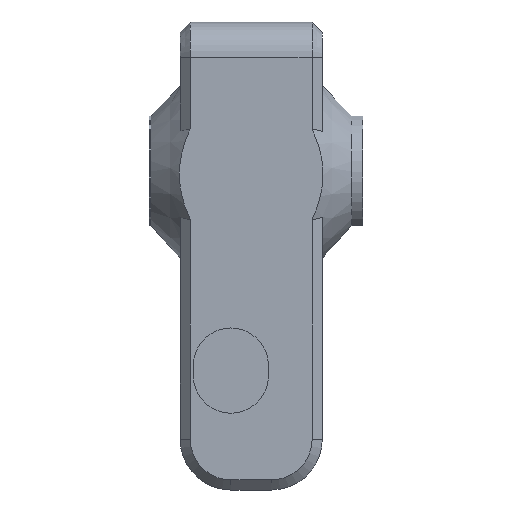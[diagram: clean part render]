
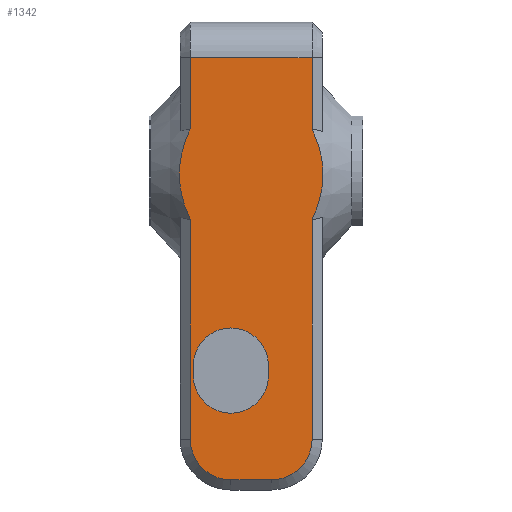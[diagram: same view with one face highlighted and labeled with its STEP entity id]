
A CAD part, front view. The second image highlights one B-rep face of the part: STEP entity #1342.
In plain terms, the highlighted planar face has unit normal (0, -1, 0).
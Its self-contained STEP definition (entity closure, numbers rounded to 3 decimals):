
#18=FACE_BOUND('',#224,.T.);
#41=(
BOUNDED_CURVE()
B_SPLINE_CURVE(2,(#2261,#2262,#2263),.UNSPECIFIED.,.F.,.F.)
B_SPLINE_CURVE_WITH_KNOTS((3,3),(1.146,1.482),
 .UNSPECIFIED.)
CURVE()
GEOMETRIC_REPRESENTATION_ITEM()
RATIONAL_B_SPLINE_CURVE((1.327,1.338,1.327))
REPRESENTATION_ITEM('')
);
#42=(
BOUNDED_CURVE()
B_SPLINE_CURVE(2,(#2264,#2265,#2266),.UNSPECIFIED.,.F.,.F.)
B_SPLINE_CURVE_WITH_KNOTS((3,3),(-1.146,-0.685),
 .UNSPECIFIED.)
CURVE()
GEOMETRIC_REPRESENTATION_ITEM()
RATIONAL_B_SPLINE_CURVE((1.327,1.312,1.256))
REPRESENTATION_ITEM('')
);
#45=(
BOUNDED_CURVE()
B_SPLINE_CURVE(2,(#2276,#2277,#2278),.UNSPECIFIED.,.F.,.F.)
B_SPLINE_CURVE_WITH_KNOTS((3,3),(-1.943,-1.482),
 .UNSPECIFIED.)
CURVE()
GEOMETRIC_REPRESENTATION_ITEM()
RATIONAL_B_SPLINE_CURVE((1.256,1.312,1.327))
REPRESENTATION_ITEM('')
);
#46=(
BOUNDED_CURVE()
B_SPLINE_CURVE(2,(#2281,#2282,#2283),.UNSPECIFIED.,.F.,.F.)
B_SPLINE_CURVE_WITH_KNOTS((3,3),(-1.943,-1.482),
 .UNSPECIFIED.)
CURVE()
GEOMETRIC_REPRESENTATION_ITEM()
RATIONAL_B_SPLINE_CURVE((1.256,1.312,1.327))
REPRESENTATION_ITEM('')
);
#47=(
BOUNDED_CURVE()
B_SPLINE_CURVE(2,(#2285,#2286,#2287),.UNSPECIFIED.,.F.,.F.)
B_SPLINE_CURVE_WITH_KNOTS((3,3),(1.146,1.482),
 .UNSPECIFIED.)
CURVE()
GEOMETRIC_REPRESENTATION_ITEM()
RATIONAL_B_SPLINE_CURVE((1.327,1.338,1.327))
REPRESENTATION_ITEM('')
);
#48=(
BOUNDED_CURVE()
B_SPLINE_CURVE(2,(#2288,#2289,#2290),.UNSPECIFIED.,.F.,.F.)
B_SPLINE_CURVE_WITH_KNOTS((3,3),(-1.146,-0.685),
 .UNSPECIFIED.)
CURVE()
GEOMETRIC_REPRESENTATION_ITEM()
RATIONAL_B_SPLINE_CURVE((1.327,1.312,1.256))
REPRESENTATION_ITEM('')
);
#80=PLANE('',#1494);
#148=FACE_OUTER_BOUND('',#223,.T.);
#223=EDGE_LOOP('',(#1175,#1176,#1177,#1178,#1179,#1180,#1181,#1182,#1183,
#1184,#1185,#1186,#1187,#1188));
#224=EDGE_LOOP('',(#1189,#1190,#1191,#1192));
#308=LINE('',#2161,#418);
#309=LINE('',#2173,#419);
#315=LINE('',#2201,#425);
#319=LINE('',#2210,#429);
#321=LINE('',#2220,#431);
#333=LINE('',#2314,#443);
#336=LINE('',#2323,#446);
#338=LINE('',#2329,#448);
#418=VECTOR('',#1752,10.);
#419=VECTOR('',#1761,10.);
#425=VECTOR('',#1783,10.);
#429=VECTOR('',#1793,10.);
#431=VECTOR('',#1801,10.);
#443=VECTOR('',#1845,10.);
#446=VECTOR('',#1856,10.);
#448=VECTOR('',#1866,10.);
#509=CIRCLE('',#1466,4.);
#510=CIRCLE('',#1469,4.);
#518=CIRCLE('',#1485,3.7);
#520=CIRCLE('',#1489,3.7);
#608=VERTEX_POINT('',#2150);
#610=VERTEX_POINT('',#2156);
#612=VERTEX_POINT('',#2167);
#614=VERTEX_POINT('',#2172);
#621=VERTEX_POINT('',#2196);
#622=VERTEX_POINT('',#2200);
#623=VERTEX_POINT('',#2204);
#624=VERTEX_POINT('',#2208);
#625=VERTEX_POINT('',#2212);
#626=VERTEX_POINT('',#2216);
#637=VERTEX_POINT('',#2259);
#638=VERTEX_POINT('',#2260);
#641=VERTEX_POINT('',#2280);
#642=VERTEX_POINT('',#2284);
#647=VERTEX_POINT('',#2304);
#648=VERTEX_POINT('',#2306);
#650=VERTEX_POINT('',#2312);
#652=VERTEX_POINT('',#2318);
#780=EDGE_CURVE('',#610,#608,#308,.T.);
#784=EDGE_CURVE('',#614,#612,#309,.T.);
#796=EDGE_CURVE('',#622,#621,#315,.T.);
#798=EDGE_CURVE('',#623,#622,#509,.T.);
#801=EDGE_CURVE('',#624,#623,#319,.T.);
#802=EDGE_CURVE('',#625,#624,#510,.T.);
#805=EDGE_CURVE('',#626,#625,#321,.T.);
#821=EDGE_CURVE('',#637,#638,#41,.F.);
#822=EDGE_CURVE('',#638,#621,#42,.T.);
#826=EDGE_CURVE('',#610,#637,#45,.T.);
#827=EDGE_CURVE('',#626,#641,#46,.T.);
#828=EDGE_CURVE('',#641,#642,#47,.F.);
#829=EDGE_CURVE('',#642,#612,#48,.T.);
#835=EDGE_CURVE('',#647,#648,#518,.T.);
#839=EDGE_CURVE('',#650,#647,#333,.T.);
#842=EDGE_CURVE('',#652,#650,#520,.T.);
#844=EDGE_CURVE('',#648,#652,#336,.T.);
#846=EDGE_CURVE('',#608,#614,#338,.T.);
#1175=ORIENTED_EDGE('',*,*,#826,.F.);
#1176=ORIENTED_EDGE('',*,*,#780,.T.);
#1177=ORIENTED_EDGE('',*,*,#846,.T.);
#1178=ORIENTED_EDGE('',*,*,#784,.T.);
#1179=ORIENTED_EDGE('',*,*,#829,.F.);
#1180=ORIENTED_EDGE('',*,*,#828,.F.);
#1181=ORIENTED_EDGE('',*,*,#827,.F.);
#1182=ORIENTED_EDGE('',*,*,#805,.T.);
#1183=ORIENTED_EDGE('',*,*,#802,.T.);
#1184=ORIENTED_EDGE('',*,*,#801,.T.);
#1185=ORIENTED_EDGE('',*,*,#798,.T.);
#1186=ORIENTED_EDGE('',*,*,#796,.T.);
#1187=ORIENTED_EDGE('',*,*,#822,.F.);
#1188=ORIENTED_EDGE('',*,*,#821,.F.);
#1189=ORIENTED_EDGE('',*,*,#835,.F.);
#1190=ORIENTED_EDGE('',*,*,#839,.F.);
#1191=ORIENTED_EDGE('',*,*,#842,.F.);
#1192=ORIENTED_EDGE('',*,*,#844,.F.);
#1342=ADVANCED_FACE('',(#148,#18),#80,.F.);
#1466=AXIS2_PLACEMENT_3D('',#2205,#1787,#1788);
#1469=AXIS2_PLACEMENT_3D('',#2213,#1796,#1797);
#1485=AXIS2_PLACEMENT_3D('',#2307,#1838,#1839);
#1489=AXIS2_PLACEMENT_3D('',#2320,#1851,#1852);
#1494=AXIS2_PLACEMENT_3D('',#2328,#1864,#1865);
#1752=DIRECTION('',(0.,0.,1.));
#1761=DIRECTION('',(0.,0.,-1.));
#1783=DIRECTION('',(0.,0.,1.));
#1787=DIRECTION('center_axis',(0.,-1.,0.));
#1788=DIRECTION('ref_axis',(0.707,0.,-0.707));
#1793=DIRECTION('',(1.,0.,0.));
#1796=DIRECTION('center_axis',(0.,-1.,0.));
#1797=DIRECTION('ref_axis',(-0.707,0.,-0.707));
#1801=DIRECTION('',(0.,0.,-1.));
#1838=DIRECTION('center_axis',(0.,-1.,0.));
#1839=DIRECTION('ref_axis',(1.,0.,0.));
#1845=DIRECTION('',(0.,0.,-1.));
#1851=DIRECTION('center_axis',(0.,-1.,0.));
#1852=DIRECTION('ref_axis',(-1.,0.,0.));
#1856=DIRECTION('',(0.,0.,1.));
#1864=DIRECTION('center_axis',(0.,1.,0.));
#1865=DIRECTION('ref_axis',(0.,0.,-1.));
#1866=DIRECTION('',(-1.,0.,0.));
#2150=CARTESIAN_POINT('',(-11.575,-17.327,11.5));
#2156=CARTESIAN_POINT('',(-11.575,-17.327,4.482));
#2161=CARTESIAN_POINT('',(-11.575,-17.327,1.725));
#2167=CARTESIAN_POINT('',(-23.575,-17.327,4.482));
#2172=CARTESIAN_POINT('',(-23.575,-17.327,11.5));
#2173=CARTESIAN_POINT('',(-23.575,-17.327,1.725));
#2196=CARTESIAN_POINT('',(-11.575,-17.327,-4.482));
#2200=CARTESIAN_POINT('',(-11.575,-17.327,-26.1));
#2201=CARTESIAN_POINT('',(-11.575,-17.327,1.725));
#2204=CARTESIAN_POINT('',(-15.575,-17.327,-30.1));
#2205=CARTESIAN_POINT('Origin',(-15.575,-17.327,-26.1));
#2208=CARTESIAN_POINT('',(-19.575,-17.327,-30.1));
#2210=CARTESIAN_POINT('',(-10.575,-17.327,-30.1));
#2212=CARTESIAN_POINT('',(-23.575,-17.327,-26.1));
#2213=CARTESIAN_POINT('Origin',(-19.575,-17.327,-26.1));
#2216=CARTESIAN_POINT('',(-23.575,-17.327,-4.482));
#2220=CARTESIAN_POINT('',(-23.575,-17.327,1.725));
#2259=CARTESIAN_POINT('',(-10.575,-17.327,1.135));
#2260=CARTESIAN_POINT('',(-10.575,-17.327,-1.135));
#2261=CARTESIAN_POINT('Ctrl Pts',(-10.575,-17.327,-1.135));
#2262=CARTESIAN_POINT('Ctrl Pts',(-10.43,-17.327,0.));
#2263=CARTESIAN_POINT('Ctrl Pts',(-10.575,-17.327,1.135));
#2264=CARTESIAN_POINT('Ctrl Pts',(-10.575,-17.327,-1.135));
#2265=CARTESIAN_POINT('Ctrl Pts',(-10.777,-17.327,-2.72));
#2266=CARTESIAN_POINT('Ctrl Pts',(-11.575,-17.327,-4.482));
#2276=CARTESIAN_POINT('Ctrl Pts',(-11.575,-17.327,4.482));
#2277=CARTESIAN_POINT('Ctrl Pts',(-10.777,-17.327,2.72));
#2278=CARTESIAN_POINT('Ctrl Pts',(-10.575,-17.327,1.135));
#2280=CARTESIAN_POINT('',(-24.575,-17.327,-1.135));
#2281=CARTESIAN_POINT('Ctrl Pts',(-23.575,-17.327,-4.482));
#2282=CARTESIAN_POINT('Ctrl Pts',(-24.373,-17.327,-2.72));
#2283=CARTESIAN_POINT('Ctrl Pts',(-24.575,-17.327,-1.135));
#2284=CARTESIAN_POINT('',(-24.575,-17.327,1.135));
#2285=CARTESIAN_POINT('Ctrl Pts',(-24.575,-17.327,1.135));
#2286=CARTESIAN_POINT('Ctrl Pts',(-24.72,-17.327,0.));
#2287=CARTESIAN_POINT('Ctrl Pts',(-24.575,-17.327,-1.135));
#2288=CARTESIAN_POINT('Ctrl Pts',(-24.575,-17.327,1.135));
#2289=CARTESIAN_POINT('Ctrl Pts',(-24.373,-17.327,2.72));
#2290=CARTESIAN_POINT('Ctrl Pts',(-23.575,-17.327,4.482));
#2304=CARTESIAN_POINT('',(-23.275,-17.327,-19.84));
#2306=CARTESIAN_POINT('',(-15.875,-17.327,-19.84));
#2307=CARTESIAN_POINT('Origin',(-19.575,-17.327,-19.84));
#2312=CARTESIAN_POINT('',(-23.275,-17.327,-18.84));
#2314=CARTESIAN_POINT('',(-23.275,-17.327,-3.67));
#2318=CARTESIAN_POINT('',(-15.875,-17.327,-18.84));
#2320=CARTESIAN_POINT('Origin',(-19.575,-17.327,-18.84));
#2323=CARTESIAN_POINT('',(-15.875,-17.327,-4.17));
#2328=CARTESIAN_POINT('Origin',(-10.575,-17.327,11.5));
#2329=CARTESIAN_POINT('',(-10.575,-17.327,11.5));
